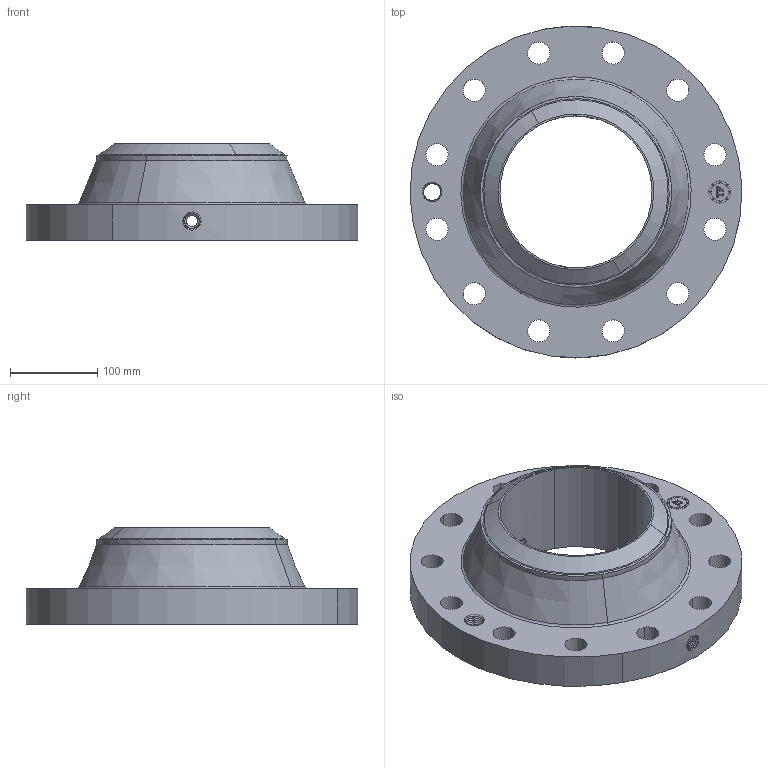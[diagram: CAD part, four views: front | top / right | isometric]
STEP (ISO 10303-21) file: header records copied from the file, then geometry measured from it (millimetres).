
FILE_DESCRIPTION(('3D STEP'),'2;1');
FILE_NAME('8-300-FF-WELD-NECK- XXH-ORIF-FLANGE.stp','2013-10-20T07:33:29+00:00',('Texas Flange'),(''),'CATIA Version 5 Release 20 SP 6 (IN-10)','CATIA V5 STEP AP214','800-826-3801');
FILE_SCHEMA(('AUTOMOTIVE_DESIGN { 1 0 10303 214 1 1 1 1 }'));
Length unit declared in the file: inch
Products named in the file (1): 8-300-FF-WELD-NECK- XXH-ORIF-FLANGE
Bounding box: 380.89 x 381 x 111.25 mm (x, y, z)
Volume: 4656005.2 mm3; surface area: 363246.3 mm2
Topology: 1 solids, 1 shells, 774 faces, 2103 edges, 1349 vertices
Faces by surface type: plane 368, bspline 250, cylinder 98, cone 50, torus 4, revolution 4
Entity records: 32432 total; most frequent: CARTESIAN_POINT 13125, ORIENTED_EDGE 4206, EDGE_CURVE 2103, DIRECTION 2101, VERTEX_POINT 1349, VECTOR 1189, LINE 1189, EDGE_LOOP 824
